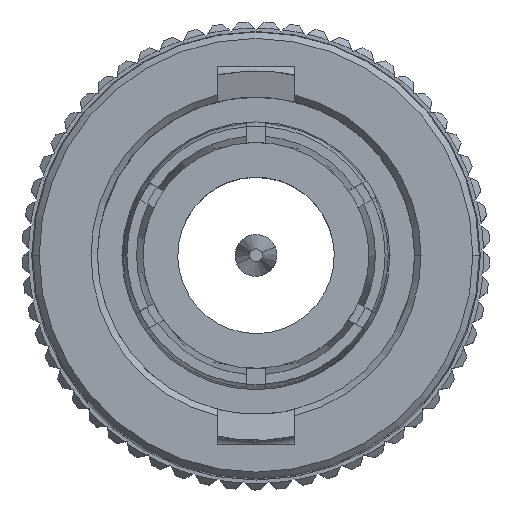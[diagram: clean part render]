
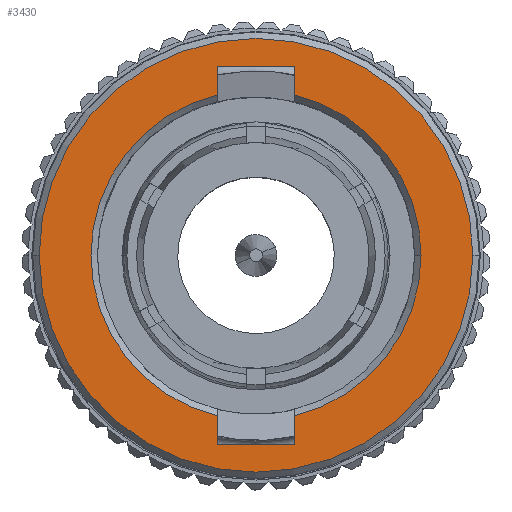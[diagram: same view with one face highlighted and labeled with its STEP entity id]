
A CAD part, top view. The second image highlights one B-rep face of the part: STEP entity #3430.
In plain terms, the highlighted planar face has unit normal (0, 0, 1).
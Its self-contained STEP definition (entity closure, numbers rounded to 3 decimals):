
#56 = VERTEX_POINT ( 'NONE', #6687 ) ;
#137 = VERTEX_POINT ( 'NONE', #11839 ) ;
#307 = EDGE_CURVE ( 'NONE', #10890, #56, #10581, .T. ) ;
#324 = ORIENTED_EDGE ( 'NONE', *, *, #472, .T. ) ;
#440 = EDGE_CURVE ( 'NONE', #3086, #9447, #7278, .T. ) ;
#460 = FACE_OUTER_BOUND ( 'NONE', #11133, .T. ) ;
#472 = EDGE_CURVE ( 'NONE', #8867, #7879, #12770, .T. ) ;
#533 = CARTESIAN_POINT ( 'NONE',  ( 1.2, 15.645, 20.506 ) ) ;
#619 = CARTESIAN_POINT ( 'NONE',  ( -1.2, 3.945, 20.506 ) ) ;
#650 = CIRCLE ( 'NONE', #12740, 5.115 ) ;
#727 = VERTEX_POINT ( 'NONE', #8565 ) ;
#838 = CARTESIAN_POINT ( 'NONE',  ( 0., 9.795, 20.506 ) ) ;
#900 = DIRECTION ( 'NONE',  ( 0., 0., -1. ) ) ;
#903 = AXIS2_PLACEMENT_3D ( 'NONE', #3450, #7638, #5773 ) ;
#1126 = CARTESIAN_POINT ( 'NONE',  ( -1.2, 3.945, 20.506 ) ) ;
#1296 = CARTESIAN_POINT ( 'NONE',  ( 1.2, 14.767, 20.506 ) ) ;
#1300 = DIRECTION ( 'NONE',  ( 0., 0., -1. ) ) ;
#1436 = CARTESIAN_POINT ( 'NONE',  ( 0., 9.795, 20.506 ) ) ;
#1559 = LINE ( 'NONE', #533, #3208 ) ;
#1563 = EDGE_LOOP ( 'NONE', ( #11043, #324, #4261, #9481, #9707, #12991, #10334, #12205, #9634 ) ) ;
#1615 = DIRECTION ( 'NONE',  ( 0., 1., 0. ) ) ;
#1652 = DIRECTION ( 'NONE',  ( -1., 0., 0. ) ) ;
#2081 = LINE ( 'NONE', #10265, #6872 ) ;
#2259 = DIRECTION ( 'NONE',  ( 1., 0., 0. ) ) ;
#2608 = CARTESIAN_POINT ( 'NONE',  ( 0., 9.795, 20.506 ) ) ;
#2809 = LINE ( 'NONE', #11185, #5792 ) ;
#3086 = VERTEX_POINT ( 'NONE', #7855 ) ;
#3195 = CIRCLE ( 'NONE', #8230, 5.115 ) ;
#3208 = VECTOR ( 'NONE', #13123, 1000. ) ;
#3297 = CARTESIAN_POINT ( 'NONE',  ( 0., 14.91, 20.506 ) ) ;
#3430 = ADVANCED_FACE ( 'NONE', ( #11755, #460 ), #12716, .T. ) ;
#3450 = CARTESIAN_POINT ( 'NONE',  ( 0., 9.795, 20.506 ) ) ;
#3553 = DIRECTION ( 'NONE',  ( -1., 0., 0. ) ) ;
#3644 = ORIENTED_EDGE ( 'NONE', *, *, #12762, .F. ) ;
#4261 = ORIENTED_EDGE ( 'NONE', *, *, #10276, .T. ) ;
#4368 = CARTESIAN_POINT ( 'NONE',  ( 0., 9.795, 20.506 ) ) ;
#4592 = DIRECTION ( 'NONE',  ( 0., -1., 0. ) ) ;
#5296 = DIRECTION ( 'NONE',  ( -1., 0., 0. ) ) ;
#5329 = DIRECTION ( 'NONE',  ( 1., 0., 0. ) ) ;
#5385 = CIRCLE ( 'NONE', #6032, 6.72 ) ;
#5741 = AXIS2_PLACEMENT_3D ( 'NONE', #1436, #1300, #9884 ) ;
#5744 = VERTEX_POINT ( 'NONE', #619 ) ;
#5773 = DIRECTION ( 'NONE',  ( -1., 0., 0. ) ) ;
#5792 = VECTOR ( 'NONE', #4592, 1000. ) ;
#5953 = LINE ( 'NONE', #9115, #12475 ) ;
#6032 = AXIS2_PLACEMENT_3D ( 'NONE', #838, #900, #9288 ) ;
#6034 = LINE ( 'NONE', #1126, #10978 ) ;
#6687 = CARTESIAN_POINT ( 'NONE',  ( -1.2, 15.645, 20.506 ) ) ;
#6872 = VECTOR ( 'NONE', #10465, 1000. ) ;
#7212 = CARTESIAN_POINT ( 'NONE',  ( 5.115, 9.795, 20.506 ) ) ;
#7278 = CIRCLE ( 'NONE', #5741, 6.72 ) ;
#7638 = DIRECTION ( 'NONE',  ( 0., 0., -1. ) ) ;
#7787 = EDGE_CURVE ( 'NONE', #727, #137, #1559, .T. ) ;
#7855 = CARTESIAN_POINT ( 'NONE',  ( 6.72, 9.795, 20.506 ) ) ;
#7879 = VERTEX_POINT ( 'NONE', #7212 ) ;
#7937 = VERTEX_POINT ( 'NONE', #8234 ) ;
#8230 = AXIS2_PLACEMENT_3D ( 'NONE', #4368, #9863, #3553 ) ;
#8234 = CARTESIAN_POINT ( 'NONE',  ( -1.2, 14.767, 20.506 ) ) ;
#8565 = CARTESIAN_POINT ( 'NONE',  ( 1.2, 3.945, 20.506 ) ) ;
#8699 = CARTESIAN_POINT ( 'NONE',  ( -1.2, 4.822, 20.506 ) ) ;
#8808 = VECTOR ( 'NONE', #5296, 1000. ) ;
#8867 = VERTEX_POINT ( 'NONE', #1296 ) ;
#9064 = AXIS2_PLACEMENT_3D ( 'NONE', #3297, #11683, #2259 ) ;
#9115 = CARTESIAN_POINT ( 'NONE',  ( 1.2, 15.645, 20.506 ) ) ;
#9288 = DIRECTION ( 'NONE',  ( -1., 0., 0. ) ) ;
#9352 = EDGE_CURVE ( 'NONE', #8867, #10890, #5953, .T. ) ;
#9447 = VERTEX_POINT ( 'NONE', #11514 ) ;
#9481 = ORIENTED_EDGE ( 'NONE', *, *, #7787, .F. ) ;
#9606 = VERTEX_POINT ( 'NONE', #8699 ) ;
#9634 = ORIENTED_EDGE ( 'NONE', *, *, #307, .F. ) ;
#9707 = ORIENTED_EDGE ( 'NONE', *, *, #10795, .F. ) ;
#9863 = DIRECTION ( 'NONE',  ( 0., 0., -1. ) ) ;
#9884 = DIRECTION ( 'NONE',  ( -1., 0., 0. ) ) ;
#10265 = CARTESIAN_POINT ( 'NONE',  ( -1.2, 15.645, 20.506 ) ) ;
#10268 = ORIENTED_EDGE ( 'NONE', *, *, #440, .F. ) ;
#10276 = EDGE_CURVE ( 'NONE', #7879, #137, #650, .T. ) ;
#10334 = ORIENTED_EDGE ( 'NONE', *, *, #13294, .T. ) ;
#10465 = DIRECTION ( 'NONE',  ( 0., -1., 0. ) ) ;
#10581 = LINE ( 'NONE', #12518, #8808 ) ;
#10795 = EDGE_CURVE ( 'NONE', #5744, #727, #6034, .T. ) ;
#10890 = VERTEX_POINT ( 'NONE', #11182 ) ;
#10978 = VECTOR ( 'NONE', #5329, 1000. ) ;
#11043 = ORIENTED_EDGE ( 'NONE', *, *, #9352, .F. ) ;
#11069 = DIRECTION ( 'NONE',  ( 0., 0., -1. ) ) ;
#11133 = EDGE_LOOP ( 'NONE', ( #3644, #10268 ) ) ;
#11182 = CARTESIAN_POINT ( 'NONE',  ( 1.2, 15.645, 20.506 ) ) ;
#11185 = CARTESIAN_POINT ( 'NONE',  ( -1.2, 15.645, 20.506 ) ) ;
#11242 = EDGE_CURVE ( 'NONE', #9606, #5744, #2081, .T. ) ;
#11514 = CARTESIAN_POINT ( 'NONE',  ( -6.72, 9.795, 20.506 ) ) ;
#11683 = DIRECTION ( 'NONE',  ( 0., 0., 1. ) ) ;
#11755 = FACE_BOUND ( 'NONE', #1563, .T. ) ;
#11839 = CARTESIAN_POINT ( 'NONE',  ( 1.2, 4.822, 20.506 ) ) ;
#11986 = EDGE_CURVE ( 'NONE', #56, #7937, #2809, .T. ) ;
#12205 = ORIENTED_EDGE ( 'NONE', *, *, #11986, .F. ) ;
#12475 = VECTOR ( 'NONE', #1615, 1000. ) ;
#12518 = CARTESIAN_POINT ( 'NONE',  ( -1.2, 15.645, 20.506 ) ) ;
#12716 = PLANE ( 'NONE',  #9064 ) ;
#12740 = AXIS2_PLACEMENT_3D ( 'NONE', #2608, #11069, #1652 ) ;
#12762 = EDGE_CURVE ( 'NONE', #9447, #3086, #5385, .T. ) ;
#12770 = CIRCLE ( 'NONE', #903, 5.115 ) ;
#12991 = ORIENTED_EDGE ( 'NONE', *, *, #11242, .F. ) ;
#13123 = DIRECTION ( 'NONE',  ( 0., 1., 0. ) ) ;
#13294 = EDGE_CURVE ( 'NONE', #9606, #7937, #3195, .T. ) ;
